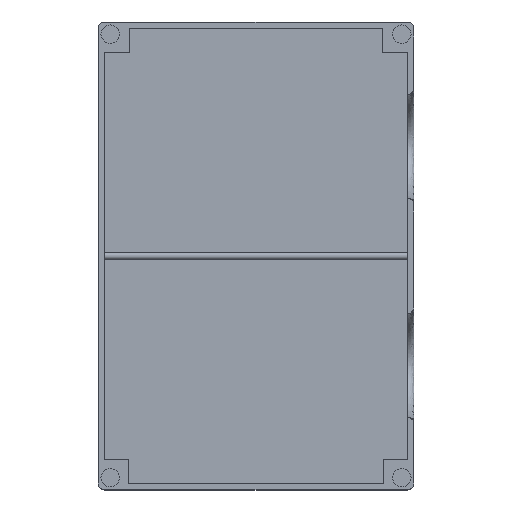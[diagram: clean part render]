
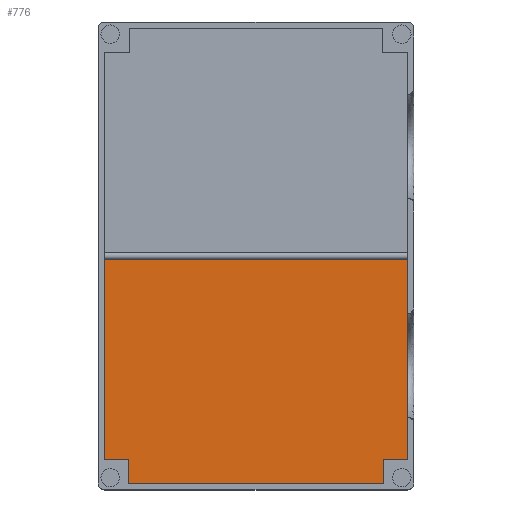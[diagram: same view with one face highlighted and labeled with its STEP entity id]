
A CAD part, top view. The second image highlights one B-rep face of the part: STEP entity #776.
In plain terms, the highlighted planar face has unit normal (0, 0, 1).
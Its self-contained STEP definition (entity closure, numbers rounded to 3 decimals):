
#97=FACE_OUTER_BOUND('',#145,.T.);
#145=EDGE_LOOP('',(#646,#647,#648,#649,#650,#651,#652,#653,#654));
#165=LINE('',#1123,#241);
#201=LINE('',#1647,#277);
#207=LINE('',#1672,#283);
#210=LINE('',#1677,#286);
#211=LINE('',#1679,#287);
#213=LINE('',#1683,#289);
#215=LINE('',#1687,#291);
#217=LINE('',#1691,#293);
#218=LINE('',#1693,#294);
#241=VECTOR('',#894,10.);
#277=VECTOR('',#986,10.);
#283=VECTOR('',#1018,10.);
#286=VECTOR('',#1023,10.);
#287=VECTOR('',#1026,10.);
#289=VECTOR('',#1030,10.);
#291=VECTOR('',#1034,10.);
#293=VECTOR('',#1038,10.);
#294=VECTOR('',#1041,10.);
#320=VERTEX_POINT('',#1120);
#321=VERTEX_POINT('',#1122);
#333=VERTEX_POINT('',#1559);
#369=VERTEX_POINT('',#1669);
#370=VERTEX_POINT('',#1671);
#371=VERTEX_POINT('',#1675);
#372=VERTEX_POINT('',#1681);
#373=VERTEX_POINT('',#1685);
#374=VERTEX_POINT('',#1689);
#395=EDGE_CURVE('',#320,#321,#165,.T.);
#455=EDGE_CURVE('',#321,#333,#201,.T.);
#465=EDGE_CURVE('',#369,#370,#207,.T.);
#468=EDGE_CURVE('',#371,#369,#210,.T.);
#469=EDGE_CURVE('',#333,#371,#211,.T.);
#471=EDGE_CURVE('',#372,#320,#213,.T.);
#473=EDGE_CURVE('',#373,#372,#215,.T.);
#475=EDGE_CURVE('',#374,#373,#217,.T.);
#476=EDGE_CURVE('',#370,#374,#218,.T.);
#646=ORIENTED_EDGE('',*,*,#476,.F.);
#647=ORIENTED_EDGE('',*,*,#465,.F.);
#648=ORIENTED_EDGE('',*,*,#468,.F.);
#649=ORIENTED_EDGE('',*,*,#469,.F.);
#650=ORIENTED_EDGE('',*,*,#455,.F.);
#651=ORIENTED_EDGE('',*,*,#395,.F.);
#652=ORIENTED_EDGE('',*,*,#471,.F.);
#653=ORIENTED_EDGE('',*,*,#473,.F.);
#654=ORIENTED_EDGE('',*,*,#475,.F.);
#732=PLANE('',#856);
#776=ADVANCED_FACE('',(#97),#732,.F.);
#856=AXIS2_PLACEMENT_3D('',#1694,#1042,#1043);
#894=DIRECTION('',(1.,0.,0.));
#986=DIRECTION('',(0.,-1.,0.));
#1018=DIRECTION('',(0.,-1.,0.));
#1023=DIRECTION('',(-1.,0.,0.));
#1026=DIRECTION('',(0.,-1.,0.));
#1030=DIRECTION('',(0.,1.,0.));
#1034=DIRECTION('',(-1.,0.,0.));
#1038=DIRECTION('',(0.,1.,0.));
#1041=DIRECTION('',(-1.,0.,0.));
#1042=DIRECTION('center_axis',(0.,0.,-1.));
#1043=DIRECTION('ref_axis',(-1.,0.,0.));
#1120=CARTESIAN_POINT('',(1.75,66.75,-26.5));
#1122=CARTESIAN_POINT('',(89.75,66.75,-26.5));
#1123=CARTESIAN_POINT('',(1.75,66.75,-26.5));
#1559=CARTESIAN_POINT('',(89.75,36.,-26.5));
#1647=CARTESIAN_POINT('',(89.75,66.75,-26.5));
#1669=CARTESIAN_POINT('',(82.75,8.75,-26.5));
#1671=CARTESIAN_POINT('',(82.75,1.75,-26.5));
#1672=CARTESIAN_POINT('',(82.75,8.75,-26.5));
#1675=CARTESIAN_POINT('',(89.75,8.75,-26.5));
#1677=CARTESIAN_POINT('',(89.75,8.75,-26.5));
#1679=CARTESIAN_POINT('',(89.75,66.75,-26.5));
#1681=CARTESIAN_POINT('',(1.75,8.75,-26.5));
#1683=CARTESIAN_POINT('',(1.75,8.75,-26.5));
#1685=CARTESIAN_POINT('',(8.75,8.75,-26.5));
#1687=CARTESIAN_POINT('',(89.75,8.75,-26.5));
#1689=CARTESIAN_POINT('',(8.75,1.75,-26.5));
#1691=CARTESIAN_POINT('',(8.75,1.75,-26.5));
#1693=CARTESIAN_POINT('',(82.75,1.75,-26.5));
#1694=CARTESIAN_POINT('Origin',(45.75,34.25,-26.5));
